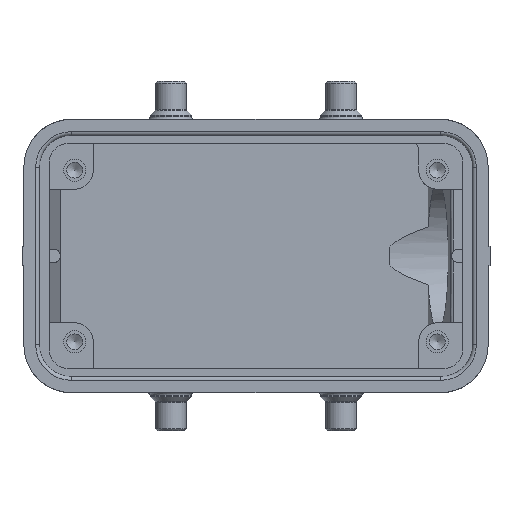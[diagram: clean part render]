
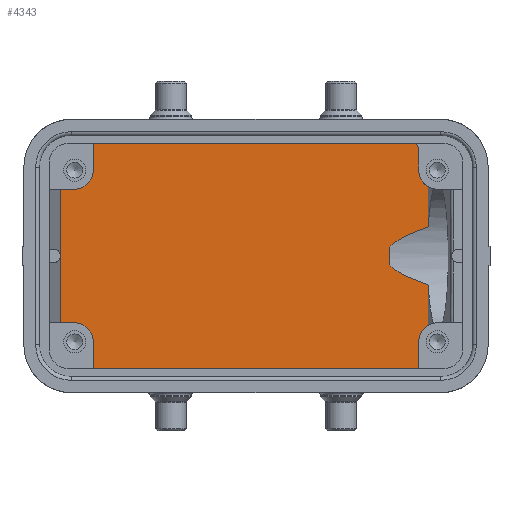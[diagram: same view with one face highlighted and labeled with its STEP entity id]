
A CAD part, front view. The second image highlights one B-rep face of the part: STEP entity #4343.
In plain terms, the highlighted planar face has unit normal (0, -1, 0).
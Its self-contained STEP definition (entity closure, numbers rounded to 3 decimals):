
#3766=FACE_BOUND('',#5449,.T.);
#3767=FACE_BOUND('',#5450,.T.);
#3895=B_SPLINE_CURVE_WITH_KNOTS('',3,(#14005,#14006,#14007,#14008),
 .UNSPECIFIED.,.F.,.F.,(4,4),(0.,1.),.UNSPECIFIED.);
#4343=ADVANCED_FACE('',(#3766,#3767),#4835,.F.);
#4835=PLANE('',#11415);
#5449=EDGE_LOOP('',(#6347,#6348,#6349,#6350,#6351,#6352,#6353,#6354,#6355,
#6356,#6357,#6358,#6359,#6360,#6361,#6362,#6363,#6364,#6365,#6366,#6367));
#5450=EDGE_LOOP('',(#6368,#6369));
#6005=ELLIPSE('',#11407,84.567,11.77);
#6006=ELLIPSE('',#11408,84.567,11.77);
#6023=CIRCLE('',#11409,3.);
#6024=CIRCLE('',#11410,1.);
#6025=CIRCLE('',#11411,3.);
#6026=CIRCLE('',#11412,1.);
#6027=CIRCLE('',#11413,3.);
#6028=CIRCLE('',#11414,3.);
#6347=ORIENTED_EDGE('',*,*,#9253,.F.);
#6348=ORIENTED_EDGE('',*,*,#9282,.T.);
#6349=ORIENTED_EDGE('',*,*,#9283,.T.);
#6350=ORIENTED_EDGE('',*,*,#9284,.T.);
#6351=ORIENTED_EDGE('',*,*,#9250,.F.);
#6352=ORIENTED_EDGE('',*,*,#9285,.T.);
#6353=ORIENTED_EDGE('',*,*,#9286,.T.);
#6354=ORIENTED_EDGE('',*,*,#9287,.T.);
#6355=ORIENTED_EDGE('',*,*,#9288,.T.);
#6356=ORIENTED_EDGE('',*,*,#9289,.T.);
#6357=ORIENTED_EDGE('',*,*,#9290,.T.);
#6358=ORIENTED_EDGE('',*,*,#9291,.T.);
#6359=ORIENTED_EDGE('',*,*,#9292,.T.);
#6360=ORIENTED_EDGE('',*,*,#9293,.F.);
#6361=ORIENTED_EDGE('',*,*,#9294,.F.);
#6362=ORIENTED_EDGE('',*,*,#9295,.F.);
#6363=ORIENTED_EDGE('',*,*,#9296,.F.);
#6364=ORIENTED_EDGE('',*,*,#9297,.F.);
#6365=ORIENTED_EDGE('',*,*,#9298,.F.);
#6366=ORIENTED_EDGE('',*,*,#9299,.F.);
#6367=ORIENTED_EDGE('',*,*,#9300,.F.);
#6368=ORIENTED_EDGE('',*,*,#9301,.F.);
#6369=ORIENTED_EDGE('',*,*,#9301,.T.);
#8553=VERTEX_POINT('',#13937);
#8554=VERTEX_POINT('',#13938);
#8556=VERTEX_POINT('',#13944);
#8557=VERTEX_POINT('',#13945);
#8583=VERTEX_POINT('',#14004);
#8584=VERTEX_POINT('',#14009);
#8585=VERTEX_POINT('',#14012);
#8586=VERTEX_POINT('',#14014);
#8587=VERTEX_POINT('',#14016);
#8588=VERTEX_POINT('',#14018);
#8589=VERTEX_POINT('',#14020);
#8590=VERTEX_POINT('',#14022);
#8591=VERTEX_POINT('',#14024);
#8592=VERTEX_POINT('',#14026);
#8593=VERTEX_POINT('',#14028);
#8594=VERTEX_POINT('',#14030);
#8595=VERTEX_POINT('',#14032);
#8596=VERTEX_POINT('',#14034);
#8597=VERTEX_POINT('',#14036);
#8598=VERTEX_POINT('',#14038);
#8599=VERTEX_POINT('',#14040);
#8600=VERTEX_POINT('',#14043);
#8601=VERTEX_POINT('',#14044);
#9250=EDGE_CURVE('',#8553,#8554,#10370,.T.);
#9253=EDGE_CURVE('',#8556,#8557,#10371,.T.);
#9282=EDGE_CURVE('',#8556,#8583,#6005,.T.);
#9283=EDGE_CURVE('',#8583,#8584,#3895,.T.);
#9284=EDGE_CURVE('',#8584,#8554,#6006,.T.);
#9285=EDGE_CURVE('',#8553,#8585,#6023,.T.);
#9286=EDGE_CURVE('',#8585,#8586,#10390,.T.);
#9287=EDGE_CURVE('',#8586,#8587,#6024,.T.);
#9288=EDGE_CURVE('',#8587,#8588,#10391,.T.);
#9289=EDGE_CURVE('',#8588,#8589,#10392,.T.);
#9290=EDGE_CURVE('',#8589,#8590,#6025,.T.);
#9291=EDGE_CURVE('',#8590,#8591,#10393,.T.);
#9292=EDGE_CURVE('',#8591,#8592,#10394,.T.);
#9293=EDGE_CURVE('',#8593,#8592,#6026,.T.);
#9294=EDGE_CURVE('',#8594,#8593,#10395,.T.);
#9295=EDGE_CURVE('',#8595,#8594,#10396,.T.);
#9296=EDGE_CURVE('',#8596,#8595,#6027,.T.);
#9297=EDGE_CURVE('',#8597,#8596,#10397,.T.);
#9298=EDGE_CURVE('',#8598,#8597,#10398,.T.);
#9299=EDGE_CURVE('',#8599,#8598,#10399,.T.);
#9300=EDGE_CURVE('',#8557,#8599,#6028,.T.);
#9301=EDGE_CURVE('',#8600,#8601,#10400,.T.);
#10370=LINE('',#13936,#10868);
#10371=LINE('',#13943,#10869);
#10390=LINE('',#14013,#10888);
#10391=LINE('',#14017,#10889);
#10392=LINE('',#14019,#10890);
#10393=LINE('',#14023,#10891);
#10394=LINE('',#14025,#10892);
#10395=LINE('',#14029,#10893);
#10396=LINE('',#14031,#10894);
#10397=LINE('',#14035,#10895);
#10398=LINE('',#14037,#10896);
#10399=LINE('',#14039,#10897);
#10400=LINE('',#14042,#10898);
#10868=VECTOR('',#12066,1.);
#10869=VECTOR('',#12073,1.);
#10888=VECTOR('',#12126,1.);
#10889=VECTOR('',#12129,1.);
#10890=VECTOR('',#12130,1.);
#10891=VECTOR('',#12133,1.);
#10892=VECTOR('',#12134,1.);
#10893=VECTOR('',#12137,1.);
#10894=VECTOR('',#12138,1.);
#10895=VECTOR('',#12141,1.);
#10896=VECTOR('',#12142,1.);
#10897=VECTOR('',#12143,1.);
#10898=VECTOR('',#12146,1.);
#11407=AXIS2_PLACEMENT_3D('',#14003,#12120,#12121);
#11408=AXIS2_PLACEMENT_3D('',#14010,#12122,#12123);
#11409=AXIS2_PLACEMENT_3D('',#14011,#12124,#12125);
#11410=AXIS2_PLACEMENT_3D('',#14015,#12127,#12128);
#11411=AXIS2_PLACEMENT_3D('',#14021,#12131,#12132);
#11412=AXIS2_PLACEMENT_3D('',#14027,#12135,#12136);
#11413=AXIS2_PLACEMENT_3D('',#14033,#12139,#12140);
#11414=AXIS2_PLACEMENT_3D('',#14041,#12144,#12145);
#11415=AXIS2_PLACEMENT_3D('',#14045,#12147,#12148);
#12066=DIRECTION('',(0.,0.,-1.));
#12073=DIRECTION('',(0.,0.,-1.));
#12120=DIRECTION('',(0.,1.,0.));
#12121=DIRECTION('',(-1.,0.,0.));
#12122=DIRECTION('',(0.,1.,0.));
#12123=DIRECTION('',(-1.,0.,0.));
#12124=DIRECTION('',(0.,1.,0.));
#12125=DIRECTION('',(-1.,0.,0.));
#12126=DIRECTION('',(0.,0.,1.));
#12127=DIRECTION('',(0.,-1.,0.));
#12128=DIRECTION('',(-1.,0.,0.));
#12129=DIRECTION('',(-1.,0.,0.));
#12130=DIRECTION('',(0.,0.,-1.));
#12131=DIRECTION('',(0.,1.,0.));
#12132=DIRECTION('',(-1.,0.,0.));
#12133=DIRECTION('',(-1.,0.,0.));
#12134=DIRECTION('',(0.,0.,-1.));
#12135=DIRECTION('',(0.,-1.,0.));
#12136=DIRECTION('',(-1.,0.,0.));
#12137=DIRECTION('',(0.,0.,1.));
#12138=DIRECTION('',(-1.,0.,0.));
#12139=DIRECTION('',(0.,-1.,0.));
#12140=DIRECTION('',(-1.,0.,0.));
#12141=DIRECTION('',(0.,0.,1.));
#12142=DIRECTION('',(-1.,0.,0.));
#12143=DIRECTION('',(0.,0.,-1.));
#12144=DIRECTION('',(0.,-1.,0.));
#12145=DIRECTION('',(-1.,0.,0.));
#12146=DIRECTION('',(-1.,0.,0.));
#12147=DIRECTION('',(0.,1.,0.));
#12148=DIRECTION('',(1.,0.,0.));
#13936=CARTESIAN_POINT('',(38.315,-24.898,11.987));
#13937=CARTESIAN_POINT('',(38.315,-24.898,10.905));
#13938=CARTESIAN_POINT('',(38.315,-24.898,4.577));
#13943=CARTESIAN_POINT('',(38.315,-24.898,18.05));
#13944=CARTESIAN_POINT('',(38.315,-24.898,-4.577));
#13945=CARTESIAN_POINT('',(38.315,-24.898,-10.905));
#14003=CARTESIAN_POINT('',(116.226,-24.898,0.));
#14004=CARTESIAN_POINT('',(32.256,-24.898,-1.396));
#14005=CARTESIAN_POINT('',(32.256,-24.898,-1.396));
#14006=CARTESIAN_POINT('',(32.194,-24.898,-0.459));
#14007=CARTESIAN_POINT('',(32.195,-24.898,0.472));
#14008=CARTESIAN_POINT('',(32.256,-24.898,1.396));
#14009=CARTESIAN_POINT('',(32.256,-24.898,1.396));
#14010=CARTESIAN_POINT('',(116.226,-24.898,0.));
#14011=CARTESIAN_POINT('',(39.821,-24.898,13.5));
#14012=CARTESIAN_POINT('',(36.821,-24.898,13.5));
#14013=CARTESIAN_POINT('',(36.821,-24.898,13.4));
#14014=CARTESIAN_POINT('',(36.821,-24.898,16.75));
#14015=CARTESIAN_POINT('',(35.821,-24.898,16.75));
#14016=CARTESIAN_POINT('',(35.821,-24.898,17.75));
#14017=CARTESIAN_POINT('',(-18.329,-24.898,17.75));
#14018=CARTESIAN_POINT('',(-14.379,-24.898,17.75));
#14019=CARTESIAN_POINT('',(-14.379,-24.898,-13.4));
#14020=CARTESIAN_POINT('',(-14.379,-24.898,13.5));
#14021=CARTESIAN_POINT('',(-17.379,-24.898,13.5));
#14022=CARTESIAN_POINT('',(-17.379,-24.898,10.5));
#14023=CARTESIAN_POINT('',(-20.439,-24.898,10.5));
#14024=CARTESIAN_POINT('',(-19.593,-24.898,10.5));
#14025=CARTESIAN_POINT('',(-19.593,-24.898,-11.6));
#14026=CARTESIAN_POINT('',(-19.593,-24.898,0.351));
#14027=CARTESIAN_POINT('',(-20.529,-24.898,0.));
#14028=CARTESIAN_POINT('',(-19.593,-24.898,-0.351));
#14029=CARTESIAN_POINT('',(-19.593,-24.898,18.05));
#14030=CARTESIAN_POINT('',(-19.593,-24.898,-10.5));
#14031=CARTESIAN_POINT('',(-19.893,-24.898,-10.5));
#14032=CARTESIAN_POINT('',(-17.379,-24.898,-10.5));
#14033=CARTESIAN_POINT('',(-17.379,-24.898,-13.5));
#14034=CARTESIAN_POINT('',(-14.379,-24.898,-13.5));
#14035=CARTESIAN_POINT('',(-14.379,-24.898,18.05));
#14036=CARTESIAN_POINT('',(-14.379,-24.898,-17.75));
#14037=CARTESIAN_POINT('',(-19.893,-24.898,-17.75));
#14038=CARTESIAN_POINT('',(36.821,-24.898,-17.75));
#14039=CARTESIAN_POINT('',(36.821,-24.898,18.05));
#14040=CARTESIAN_POINT('',(36.821,-24.898,-13.5));
#14041=CARTESIAN_POINT('',(39.821,-24.898,-13.5));
#14042=CARTESIAN_POINT('',(32.634,-24.898,14.801));
#14043=CARTESIAN_POINT('',(32.634,-24.898,14.801));
#14044=CARTESIAN_POINT('',(32.117,-24.898,14.801));
#14045=CARTESIAN_POINT('',(-19.893,-24.898,18.05));
